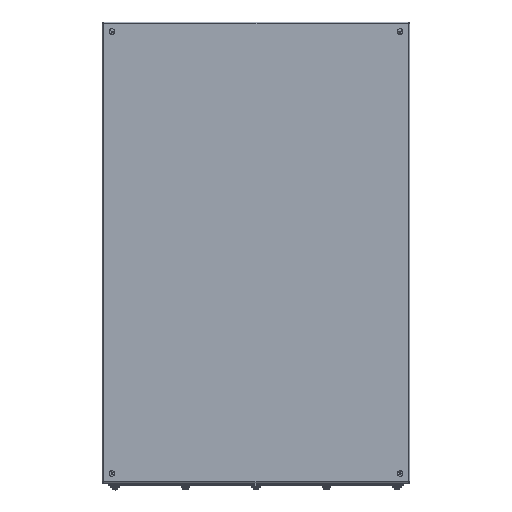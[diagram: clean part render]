
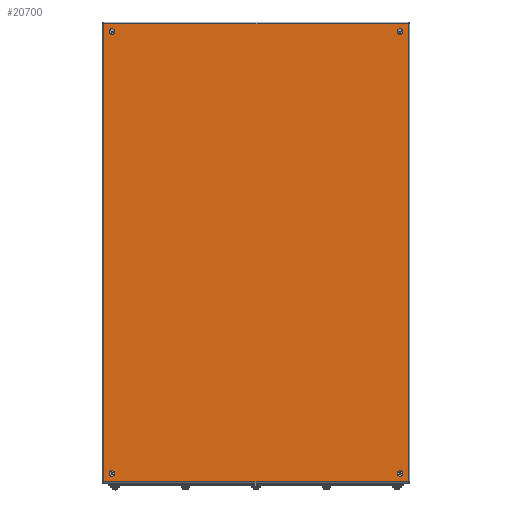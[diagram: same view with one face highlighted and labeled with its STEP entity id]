
A CAD part, top view. The second image highlights one B-rep face of the part: STEP entity #20700.
In plain terms, the highlighted face is planar.
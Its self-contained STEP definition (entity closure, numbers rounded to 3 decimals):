
#834=FACE_BOUND('',#3359,.T.);
#835=FACE_BOUND('',#3360,.T.);
#836=FACE_BOUND('',#3361,.T.);
#837=FACE_BOUND('',#3362,.T.);
#1530=PLANE('',#22440);
#2126=FACE_OUTER_BOUND('',#3358,.T.);
#3358=EDGE_LOOP('',(#14457,#14458,#14459,#14460));
#3359=EDGE_LOOP('',(#14461));
#3360=EDGE_LOOP('',(#14462));
#3361=EDGE_LOOP('',(#14463));
#3362=EDGE_LOOP('',(#14464));
#4803=LINE('',#32294,#6315);
#4810=LINE('',#32315,#6322);
#4816=LINE('',#32334,#6328);
#4822=LINE('',#32352,#6334);
#6315=VECTOR('',#25285,0.394);
#6322=VECTOR('',#25314,0.394);
#6328=VECTOR('',#25342,0.394);
#6334=VECTOR('',#25370,0.394);
#7499=CIRCLE('',#22264,0.219);
#7501=CIRCLE('',#22267,0.219);
#7503=CIRCLE('',#22270,0.219);
#7505=CIRCLE('',#22273,0.219);
#8601=VERTEX_POINT('',#31039);
#8603=VERTEX_POINT('',#31045);
#8605=VERTEX_POINT('',#31051);
#8607=VERTEX_POINT('',#31057);
#8769=VERTEX_POINT('',#32291);
#8770=VERTEX_POINT('',#32293);
#8773=VERTEX_POINT('',#32314);
#8775=VERTEX_POINT('',#32332);
#10582=EDGE_CURVE('',#8601,#8601,#7499,.T.);
#10585=EDGE_CURVE('',#8603,#8603,#7501,.T.);
#10588=EDGE_CURVE('',#8605,#8605,#7503,.T.);
#10591=EDGE_CURVE('',#8607,#8607,#7505,.T.);
#10871=EDGE_CURVE('',#8770,#8769,#4803,.T.);
#10882=EDGE_CURVE('',#8773,#8770,#4810,.T.);
#10892=EDGE_CURVE('',#8769,#8775,#4816,.T.);
#10902=EDGE_CURVE('',#8775,#8773,#4822,.T.);
#14457=ORIENTED_EDGE('',*,*,#10871,.T.);
#14458=ORIENTED_EDGE('',*,*,#10892,.T.);
#14459=ORIENTED_EDGE('',*,*,#10902,.T.);
#14460=ORIENTED_EDGE('',*,*,#10882,.T.);
#14461=ORIENTED_EDGE('',*,*,#10582,.T.);
#14462=ORIENTED_EDGE('',*,*,#10585,.T.);
#14463=ORIENTED_EDGE('',*,*,#10588,.T.);
#14464=ORIENTED_EDGE('',*,*,#10591,.T.);
#20700=ADVANCED_FACE('',(#2126,#834,#835,#836,#837),#1530,.F.);
#22264=AXIS2_PLACEMENT_3D('',#31040,#24795,#24796);
#22267=AXIS2_PLACEMENT_3D('',#31046,#24802,#24803);
#22270=AXIS2_PLACEMENT_3D('',#31052,#24809,#24810);
#22273=AXIS2_PLACEMENT_3D('',#31058,#24816,#24817);
#22440=AXIS2_PLACEMENT_3D('',#32367,#25395,#25396);
#24795=DIRECTION('center_axis',(0.,0.,1.));
#24796=DIRECTION('ref_axis',(1.,0.,0.));
#24802=DIRECTION('center_axis',(0.,0.,1.));
#24803=DIRECTION('ref_axis',(1.,0.,0.));
#24809=DIRECTION('center_axis',(0.,0.,1.));
#24810=DIRECTION('ref_axis',(1.,0.,0.));
#24816=DIRECTION('center_axis',(0.,0.,1.));
#24817=DIRECTION('ref_axis',(1.,0.,0.));
#25285=DIRECTION('',(-1.,0.,0.));
#25314=DIRECTION('',(0.,-1.,0.));
#25342=DIRECTION('',(0.,1.,0.));
#25370=DIRECTION('',(1.,0.,0.));
#25395=DIRECTION('center_axis',(0.,0.,1.));
#25396=DIRECTION('ref_axis',(1.,0.,0.));
#31039=CARTESIAN_POINT('',(0.531,0.75,0.));
#31040=CARTESIAN_POINT('Origin',(0.75,0.75,0.));
#31045=CARTESIAN_POINT('',(23.031,0.75,0.));
#31046=CARTESIAN_POINT('Origin',(23.25,0.75,0.));
#31051=CARTESIAN_POINT('',(0.531,35.25,0.));
#31052=CARTESIAN_POINT('Origin',(0.75,35.25,0.));
#31057=CARTESIAN_POINT('',(23.031,35.25,0.));
#31058=CARTESIAN_POINT('Origin',(23.25,35.25,0.));
#32291=CARTESIAN_POINT('',(0.121,0.121,0.));
#32293=CARTESIAN_POINT('',(23.879,0.121,0.));
#32294=CARTESIAN_POINT('',(17.94,0.121,0.));
#32314=CARTESIAN_POINT('',(23.879,35.879,0.));
#32315=CARTESIAN_POINT('',(23.879,26.94,0.));
#32332=CARTESIAN_POINT('',(0.121,35.879,0.));
#32334=CARTESIAN_POINT('',(0.121,9.06,0.));
#32352=CARTESIAN_POINT('',(6.06,35.879,0.));
#32367=CARTESIAN_POINT('Origin',(12.,18.,0.));
